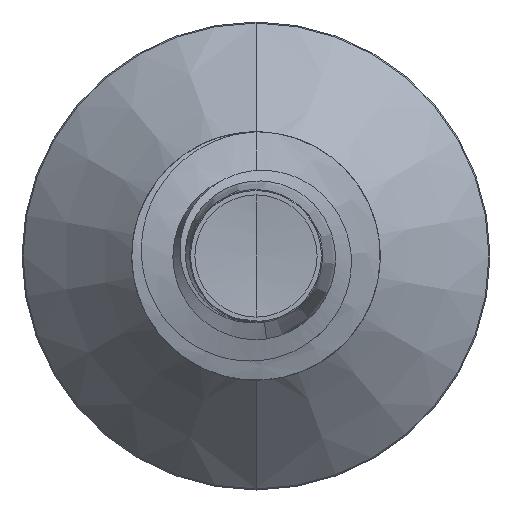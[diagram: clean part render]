
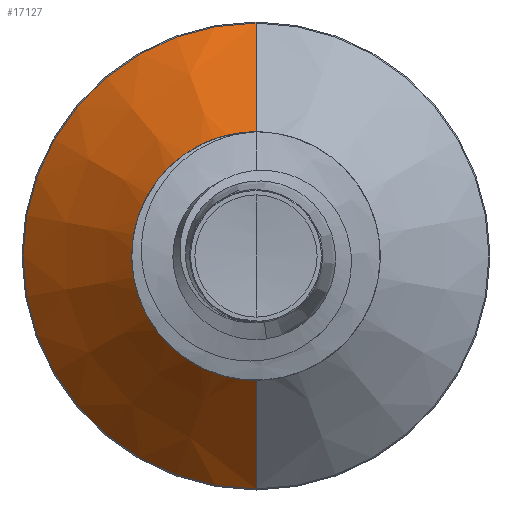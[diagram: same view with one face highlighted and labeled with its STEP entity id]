
A CAD part, front view. The second image highlights one B-rep face of the part: STEP entity #17127.
In plain terms, the highlighted conical face has half-angle 45 degrees and reference radius 2.744 mm.
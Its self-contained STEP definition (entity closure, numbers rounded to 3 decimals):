
#261 = AXIS2_PLACEMENT_3D ( 'NONE', #10340, #18895, #11684 ) ;
#1040 = DIRECTION ( 'NONE',  ( 0., 0.707, -0.707 ) ) ;
#1240 = CARTESIAN_POINT ( 'NONE',  ( 0., 16.245, -2.745 ) ) ;
#1255 = CARTESIAN_POINT ( 'NONE',  ( 0., 16.245, -2.745 ) ) ;
#2620 = DIRECTION ( 'NONE',  ( 0., 0.707, 0.707 ) ) ;
#2997 = VECTOR ( 'NONE', #1040, 1000. ) ;
#3249 = AXIS2_PLACEMENT_3D ( 'NONE', #18926, #18885, #18864 ) ;
#3505 = ORIENTED_EDGE ( 'NONE', *, *, #14634, .F. ) ;
#3904 = CARTESIAN_POINT ( 'NONE',  ( 0., 19.124, -5.624 ) ) ;
#5191 = VERTEX_POINT ( 'NONE', #5725 ) ;
#5725 = CARTESIAN_POINT ( 'NONE',  ( 0., 19.124, 5.624 ) ) ;
#5849 = EDGE_LOOP ( 'NONE', ( #3505, #14937, #18854, #15558 ) ) ;
#5865 = VERTEX_POINT ( 'NONE', #3904 ) ;
#6415 = CARTESIAN_POINT ( 'NONE',  ( 0., 16.245, 0. ) ) ;
#6533 = CARTESIAN_POINT ( 'NONE',  ( 0., 16.245, 2.745 ) ) ;
#8896 = LINE ( 'NONE', #1255, #2997 ) ;
#9699 = LINE ( 'NONE', #12460, #16167 ) ;
#10340 = CARTESIAN_POINT ( 'NONE',  ( 0., 19.124, 0. ) ) ;
#10494 = AXIS2_PLACEMENT_3D ( 'NONE', #6415, #15926, #12516 ) ;
#11684 = DIRECTION ( 'NONE',  ( 0., 0., 1. ) ) ;
#12258 = EDGE_CURVE ( 'NONE', #14616, #13460, #17239, .T. ) ;
#12270 = CONICAL_SURFACE ( 'NONE', #10494, 2.745, 0.785 ) ;
#12460 = CARTESIAN_POINT ( 'NONE',  ( 0., 16.245, 2.745 ) ) ;
#12516 = DIRECTION ( 'NONE',  ( 0., 0., 1. ) ) ;
#12602 = FACE_OUTER_BOUND ( 'NONE', #5849, .T. ) ;
#13460 = VERTEX_POINT ( 'NONE', #6533 ) ;
#14082 = CIRCLE ( 'NONE', #261, 5.624 ) ;
#14616 = VERTEX_POINT ( 'NONE', #1240 ) ;
#14634 = EDGE_CURVE ( 'NONE', #14616, #5865, #8896, .T. ) ;
#14937 = ORIENTED_EDGE ( 'NONE', *, *, #12258, .T. ) ;
#15558 = ORIENTED_EDGE ( 'NONE', *, *, #17984, .F. ) ;
#15926 = DIRECTION ( 'NONE',  ( 0., 1., 0. ) ) ;
#16167 = VECTOR ( 'NONE', #2620, 1000. ) ;
#17127 = ADVANCED_FACE ( 'NONE', ( #12602 ), #12270, .T. ) ;
#17239 = CIRCLE ( 'NONE', #3249, 2.745 ) ;
#17984 = EDGE_CURVE ( 'NONE', #5865, #5191, #14082, .T. ) ;
#18655 = EDGE_CURVE ( 'NONE', #13460, #5191, #9699, .T. ) ;
#18854 = ORIENTED_EDGE ( 'NONE', *, *, #18655, .T. ) ;
#18864 = DIRECTION ( 'NONE',  ( 0., 0., 1. ) ) ;
#18885 = DIRECTION ( 'NONE',  ( 0., 1., 0. ) ) ;
#18895 = DIRECTION ( 'NONE',  ( 0., 1., 0. ) ) ;
#18926 = CARTESIAN_POINT ( 'NONE',  ( 0., 16.245, 0. ) ) ;
